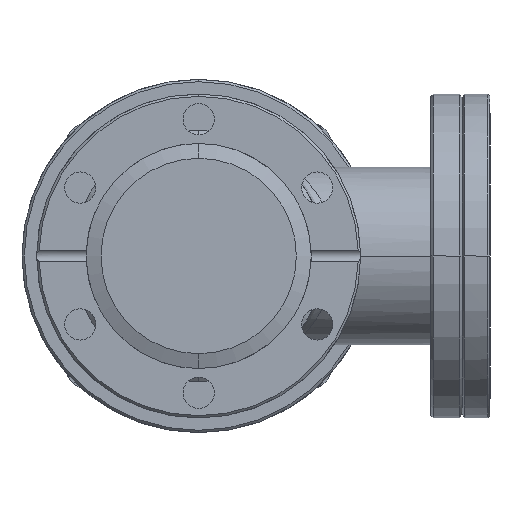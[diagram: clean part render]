
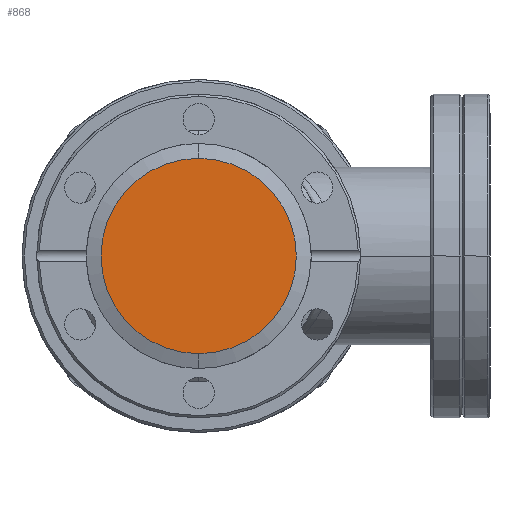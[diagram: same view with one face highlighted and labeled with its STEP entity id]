
A CAD part, front view. The second image highlights one B-rep face of the part: STEP entity #868.
In plain terms, the highlighted planar face has unit normal (0, -1, 0).
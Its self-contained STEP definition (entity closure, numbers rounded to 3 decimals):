
#317 = AXIS2_PLACEMENT_3D ( 'NONE', #6422, #5740, #6585 ) ;
#556 = VERTEX_POINT ( 'NONE', #3612 ) ;
#590 = DIRECTION ( 'NONE',  ( 0., 1., 0. ) ) ;
#868 = ADVANCED_FACE ( 'NONE', ( #5911 ), #6525, .T. ) ;
#2522 = ORIENTED_EDGE ( 'NONE', *, *, #8679, .F. ) ;
#3485 = CARTESIAN_POINT ( 'NONE',  ( 0., 0.66, 0. ) ) ;
#3612 = CARTESIAN_POINT ( 'NONE',  ( 0., 0.66, -20.95 ) ) ;
#3704 = CIRCLE ( 'NONE', #7323, 20.95 ) ;
#4177 = DIRECTION ( 'NONE',  ( 0., 0., 1. ) ) ;
#4555 = AXIS2_PLACEMENT_3D ( 'NONE', #4688, #590, #5369 ) ;
#4688 = CARTESIAN_POINT ( 'NONE',  ( 0., 0.66, 0. ) ) ;
#5369 = DIRECTION ( 'NONE',  ( 0., 0., 1. ) ) ;
#5609 = EDGE_LOOP ( 'NONE', ( #7093, #2522 ) ) ;
#5740 = DIRECTION ( 'NONE',  ( 0., -1., 0. ) ) ;
#5911 = FACE_OUTER_BOUND ( 'NONE', #5609, .T. ) ;
#5985 = VERTEX_POINT ( 'NONE', #6159 ) ;
#6159 = CARTESIAN_POINT ( 'NONE',  ( 0., 0.66, 20.95 ) ) ;
#6422 = CARTESIAN_POINT ( 'NONE',  ( -20.95, 0.66, 0. ) ) ;
#6465 = CIRCLE ( 'NONE', #4555, 20.95 ) ;
#6525 = PLANE ( 'NONE',  #317 ) ;
#6585 = DIRECTION ( 'NONE',  ( 0., 0., -1. ) ) ;
#7093 = ORIENTED_EDGE ( 'NONE', *, *, #7936, .F. ) ;
#7323 = AXIS2_PLACEMENT_3D ( 'NONE', #3485, #8237, #4177 ) ;
#7936 = EDGE_CURVE ( 'NONE', #5985, #556, #3704, .T. ) ;
#8237 = DIRECTION ( 'NONE',  ( 0., 1., 0. ) ) ;
#8679 = EDGE_CURVE ( 'NONE', #556, #5985, #6465, .T. ) ;
